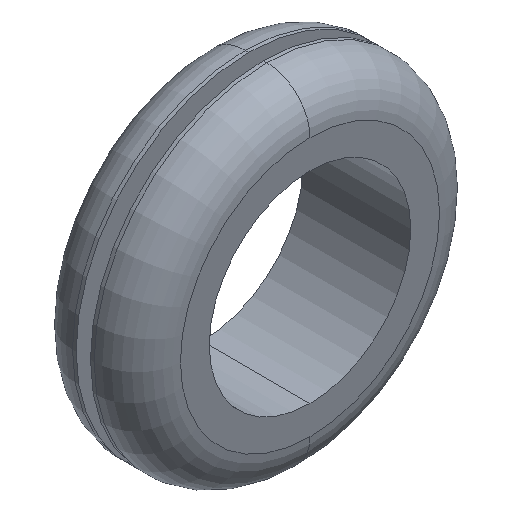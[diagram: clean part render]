
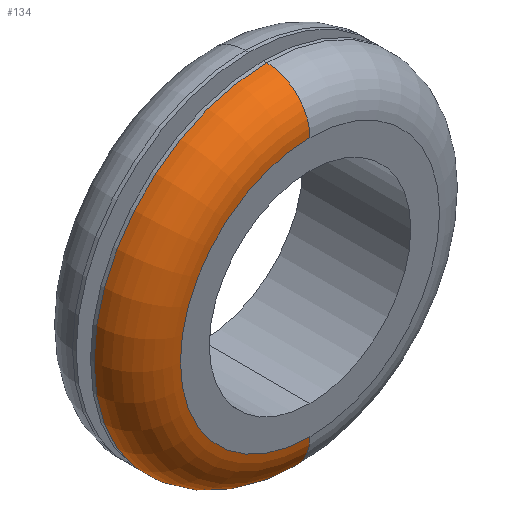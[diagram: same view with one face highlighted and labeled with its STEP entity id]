
A CAD part, isometric view. The second image highlights one B-rep face of the part: STEP entity #134.
In plain terms, the highlighted toroidal (fillet/blend) face has major radius 18 mm and minor radius 6 mm.
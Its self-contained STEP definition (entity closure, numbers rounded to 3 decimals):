
#10 = EDGE_CURVE ( 'NONE', #41, #24, #184, .T. ) ;
#24 = VERTEX_POINT ( 'NONE', #224 ) ;
#38 = VERTEX_POINT ( 'NONE', #249 ) ;
#40 = VERTEX_POINT ( 'NONE', #261 ) ;
#41 = VERTEX_POINT ( 'NONE', #260 ) ;
#42 = EDGE_CURVE ( 'NONE', #40, #38, #258, .T. ) ;
#114 = ORIENTED_EDGE ( 'NONE', *, *, #115, .T. ) ;
#115 = EDGE_CURVE ( 'NONE', #40, #41, #507, .T. ) ;
#116 = ORIENTED_EDGE ( 'NONE', *, *, #42, .F. ) ;
#134 = ADVANCED_FACE ( 'NONE', ( #503 ), #502, .T. ) ;
#135 = EDGE_LOOP ( 'NONE', ( #116, #114, #153, #154 ) ) ;
#153 = ORIENTED_EDGE ( 'NONE', *, *, #10, .T. ) ;
#154 = ORIENTED_EDGE ( 'NONE', *, *, #162, .F. ) ;
#162 = EDGE_CURVE ( 'NONE', #38, #24, #436, .T. ) ;
#181 = DIRECTION ( 'NONE',  ( 0., 0., 1. ) ) ;
#182 = DIRECTION ( 'NONE',  ( -1., 0., 0. ) ) ;
#183 = AXIS2_PLACEMENT_3D ( 'NONE', #191, #182, #181 ) ;
#184 = CIRCLE ( 'NONE', #183, 6. ) ;
#191 = CARTESIAN_POINT ( 'NONE',  ( 0., -1.5, 18. ) ) ;
#224 = CARTESIAN_POINT ( 'NONE',  ( 0., -1.5, 24. ) ) ;
#244 = DIRECTION ( 'NONE',  ( 0., 0., -1. ) ) ;
#245 = DIRECTION ( 'NONE',  ( 1., 0., 0. ) ) ;
#249 = CARTESIAN_POINT ( 'NONE',  ( 0., -1.5, -24. ) ) ;
#256 = CARTESIAN_POINT ( 'NONE',  ( 0., -1.5, -18. ) ) ;
#257 = AXIS2_PLACEMENT_3D ( 'NONE', #256, #245, #244 ) ;
#258 = CIRCLE ( 'NONE', #257, 6. ) ;
#260 = CARTESIAN_POINT ( 'NONE',  ( 0., -7.5, 18. ) ) ;
#261 = CARTESIAN_POINT ( 'NONE',  ( 0., -7.5, -18. ) ) ;
#390 = CARTESIAN_POINT ( 'NONE',  ( 0., -7.5, 0. ) ) ;
#428 = DIRECTION ( 'NONE',  ( 0., 0., 1. ) ) ;
#429 = DIRECTION ( 'NONE',  ( 0., 1., 0. ) ) ;
#430 = CARTESIAN_POINT ( 'NONE',  ( 0., -1.5, 0. ) ) ;
#431 = AXIS2_PLACEMENT_3D ( 'NONE', #430, #429, #428 ) ;
#436 = CIRCLE ( 'NONE', #431, 24. ) ;
#497 = DIRECTION ( 'NONE',  ( 0., 0., 1. ) ) ;
#498 = DIRECTION ( 'NONE',  ( 0., 1., 0. ) ) ;
#499 = CARTESIAN_POINT ( 'NONE',  ( 0., -1.5, 0. ) ) ;
#500 = AXIS2_PLACEMENT_3D ( 'NONE', #499, #498, #497 ) ;
#502 = TOROIDAL_SURFACE ( 'NONE', #500, 18., 6. ) ;
#503 = FACE_OUTER_BOUND ( 'NONE', #135, .T. ) ;
#504 = DIRECTION ( 'NONE',  ( 0., 0., 1. ) ) ;
#505 = DIRECTION ( 'NONE',  ( 0., 1., 0. ) ) ;
#506 = AXIS2_PLACEMENT_3D ( 'NONE', #390, #505, #504 ) ;
#507 = CIRCLE ( 'NONE', #506, 18. ) ;
